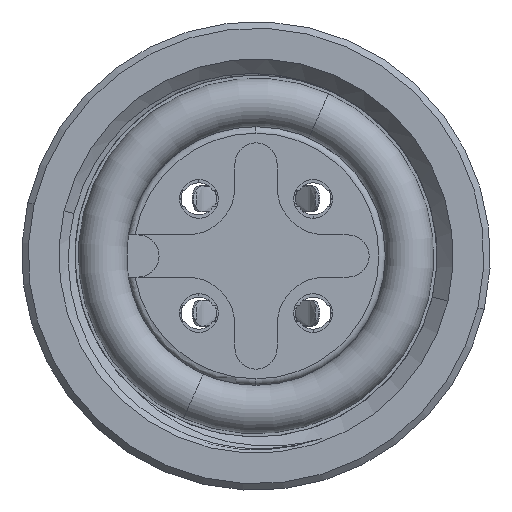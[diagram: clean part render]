
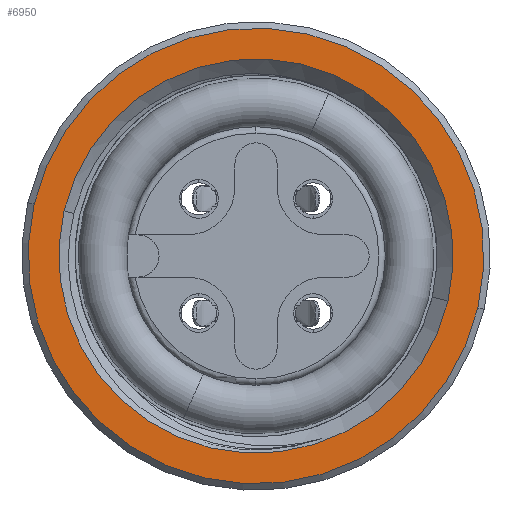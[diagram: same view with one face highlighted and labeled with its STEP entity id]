
A CAD part, left-side view. The second image highlights one B-rep face of the part: STEP entity #6950.
In plain terms, the highlighted face is planar.
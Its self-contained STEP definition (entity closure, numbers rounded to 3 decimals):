
#410 = DIRECTION ( 'NONE',  ( -1., 0., 0. ) ) ;
#558 = EDGE_CURVE ( 'NONE', #2999, #5866, #5887, .T. ) ;
#1452 = ORIENTED_EDGE ( 'NONE', *, *, #558, .T. ) ;
#1557 = EDGE_CURVE ( 'NONE', #4741, #3378, #7687, .T. ) ;
#1627 = EDGE_LOOP ( 'NONE', ( #1452, #1710 ) ) ;
#1710 = ORIENTED_EDGE ( 'NONE', *, *, #6956, .T. ) ;
#1768 = AXIS2_PLACEMENT_3D ( 'NONE', #7862, #3302, #7834 ) ;
#1970 = ORIENTED_EDGE ( 'NONE', *, *, #1557, .T. ) ;
#2182 = DIRECTION ( 'NONE',  ( 0., 0., 1. ) ) ;
#2995 = AXIS2_PLACEMENT_3D ( 'NONE', #6814, #3581, #4563 ) ;
#2999 = VERTEX_POINT ( 'NONE', #4762 ) ;
#3302 = DIRECTION ( 'NONE',  ( -1., 0., 0. ) ) ;
#3371 = FACE_BOUND ( 'NONE', #4109, .T. ) ;
#3378 = VERTEX_POINT ( 'NONE', #7971 ) ;
#3532 = CARTESIAN_POINT ( 'NONE',  ( 11., 0., 0. ) ) ;
#3581 = DIRECTION ( 'NONE',  ( 1., 0., 0. ) ) ;
#3667 = DIRECTION ( 'NONE',  ( 1., 0., 0. ) ) ;
#3875 = CARTESIAN_POINT ( 'NONE',  ( 11., 0., 6.1 ) ) ;
#3912 = CIRCLE ( 'NONE', #1768, 6.1 ) ;
#4109 = EDGE_LOOP ( 'NONE', ( #5736, #1970 ) ) ;
#4319 = CARTESIAN_POINT ( 'NONE',  ( 11., 7.25, 0. ) ) ;
#4563 = DIRECTION ( 'NONE',  ( 0., 0., 1. ) ) ;
#4741 = VERTEX_POINT ( 'NONE', #3875 ) ;
#4762 = CARTESIAN_POINT ( 'NONE',  ( 11., 0., 7.05 ) ) ;
#4863 = DIRECTION ( 'NONE',  ( -1., 0., 0. ) ) ;
#4941 = DIRECTION ( 'NONE',  ( 0., 0., 1. ) ) ;
#5399 = EDGE_CURVE ( 'NONE', #3378, #4741, #3912, .T. ) ;
#5690 = CARTESIAN_POINT ( 'NONE',  ( 11., 0., 0. ) ) ;
#5736 = ORIENTED_EDGE ( 'NONE', *, *, #5399, .T. ) ;
#5866 = VERTEX_POINT ( 'NONE', #7572 ) ;
#5887 = CIRCLE ( 'NONE', #2995, 7.05 ) ;
#6427 = AXIS2_PLACEMENT_3D ( 'NONE', #3532, #4863, #2182 ) ;
#6685 = PLANE ( 'NONE',  #6888 ) ;
#6814 = CARTESIAN_POINT ( 'NONE',  ( 11., 0., 0. ) ) ;
#6888 = AXIS2_PLACEMENT_3D ( 'NONE', #4319, #410, #4941 ) ;
#6950 = ADVANCED_FACE ( 'NONE', ( #7634, #3371 ), #6685, .F. ) ;
#6956 = EDGE_CURVE ( 'NONE', #5866, #2999, #7339, .T. ) ;
#7339 = CIRCLE ( 'NONE', #8079, 7.05 ) ;
#7572 = CARTESIAN_POINT ( 'NONE',  ( 11., 0., -7.05 ) ) ;
#7611 = DIRECTION ( 'NONE',  ( 0., 0., 1. ) ) ;
#7634 = FACE_OUTER_BOUND ( 'NONE', #1627, .T. ) ;
#7687 = CIRCLE ( 'NONE', #6427, 6.1 ) ;
#7834 = DIRECTION ( 'NONE',  ( 0., 0., 1. ) ) ;
#7862 = CARTESIAN_POINT ( 'NONE',  ( 11., 0., 0. ) ) ;
#7971 = CARTESIAN_POINT ( 'NONE',  ( 11., 0., -6.1 ) ) ;
#8079 = AXIS2_PLACEMENT_3D ( 'NONE', #5690, #3667, #7611 ) ;
